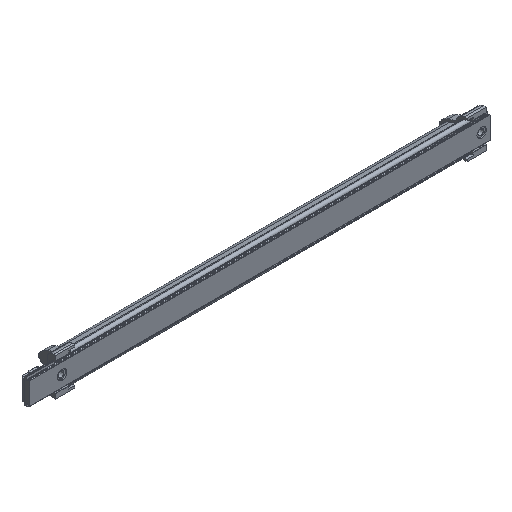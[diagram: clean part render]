
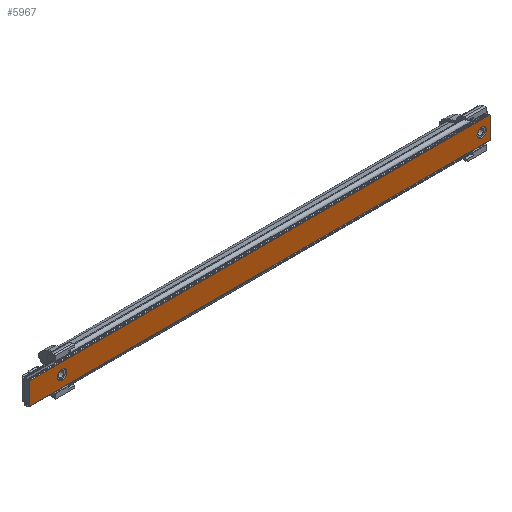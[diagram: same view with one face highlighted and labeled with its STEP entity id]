
A CAD part, isometric view. The second image highlights one B-rep face of the part: STEP entity #5967.
In plain terms, the highlighted planar face has unit normal (0, -1, 0).
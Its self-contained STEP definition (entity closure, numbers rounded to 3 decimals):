
#357 = CARTESIAN_POINT ( 'NONE',  ( -146.725, -4.55, 0. ) ) ;
#948 = VERTEX_POINT ( 'NONE', #10854 ) ;
#1032 = CARTESIAN_POINT ( 'NONE',  ( -165.1, -4.55, 7.288 ) ) ;
#1110 = ORIENTED_EDGE ( 'NONE', *, *, #4339, .T. ) ;
#1394 = PLANE ( 'NONE',  #6281 ) ;
#1974 = DIRECTION ( 'NONE',  ( 1., 0., 0. ) ) ;
#2120 = ORIENTED_EDGE ( 'NONE', *, *, #8282, .T. ) ;
#2311 = DIRECTION ( 'NONE',  ( 0., 0., -1. ) ) ;
#2314 = CARTESIAN_POINT ( 'NONE',  ( -165.1, -4.55, -7.288 ) ) ;
#2325 = EDGE_LOOP ( 'NONE', ( #4265, #10714 ) ) ;
#2329 = LINE ( 'NONE', #2314, #9215 ) ;
#2618 = VECTOR ( 'NONE', #11658, 1000. ) ;
#2713 = ORIENTED_EDGE ( 'NONE', *, *, #11770, .F. ) ;
#2723 = VERTEX_POINT ( 'NONE', #357 ) ;
#2743 = LINE ( 'NONE', #4322, #9926 ) ;
#2787 = FACE_OUTER_BOUND ( 'NONE', #5249, .T. ) ;
#3293 = DIRECTION ( 'NONE',  ( 1., 0., 0. ) ) ;
#3369 = DIRECTION ( 'NONE',  ( 0., 1., 0. ) ) ;
#3421 = DIRECTION ( 'NONE',  ( 0., 1., 0. ) ) ;
#3542 = EDGE_CURVE ( 'NONE', #5823, #2723, #4770, .T. ) ;
#3666 = FACE_BOUND ( 'NONE', #8602, .T. ) ;
#3984 = CIRCLE ( 'NONE', #7961, 3.125 ) ;
#4050 = ORIENTED_EDGE ( 'NONE', *, *, #6699, .T. ) ;
#4265 = ORIENTED_EDGE ( 'NONE', *, *, #8750, .T. ) ;
#4322 = CARTESIAN_POINT ( 'NONE',  ( -165.1, -4.55, -7.288 ) ) ;
#4339 = EDGE_CURVE ( 'NONE', #7603, #9443, #3984, .T. ) ;
#4616 = VERTEX_POINT ( 'NONE', #6110 ) ;
#4770 = CIRCLE ( 'NONE', #11736, 3.125 ) ;
#4853 = ORIENTED_EDGE ( 'NONE', *, *, #6677, .T. ) ;
#5089 = CARTESIAN_POINT ( 'NONE',  ( -165.1, -4.55, 7.288 ) ) ;
#5176 = CARTESIAN_POINT ( 'NONE',  ( 139.7, -4.55, -7.288 ) ) ;
#5249 = EDGE_LOOP ( 'NONE', ( #4853, #8310, #2713, #4050 ) ) ;
#5823 = VERTEX_POINT ( 'NONE', #6676 ) ;
#5937 = CARTESIAN_POINT ( 'NONE',  ( 139.7, -4.55, 7.288 ) ) ;
#5967 = ADVANCED_FACE ( 'NONE', ( #9968, #3666, #2787 ), #1394, .F. ) ;
#6110 = CARTESIAN_POINT ( 'NONE',  ( 139.7, -4.55, -7.288 ) ) ;
#6281 = AXIS2_PLACEMENT_3D ( 'NONE', #11617, #7949, #2311 ) ;
#6290 = AXIS2_PLACEMENT_3D ( 'NONE', #9048, #3421, #9981 ) ;
#6468 = EDGE_CURVE ( 'NONE', #8146, #9128, #7193, .T. ) ;
#6676 = CARTESIAN_POINT ( 'NONE',  ( -140.475, -4.55, 0. ) ) ;
#6677 = EDGE_CURVE ( 'NONE', #4616, #9128, #11956, .T. ) ;
#6699 = EDGE_CURVE ( 'NONE', #948, #4616, #2329, .T. ) ;
#7193 = LINE ( 'NONE', #1032, #9373 ) ;
#7465 = AXIS2_PLACEMENT_3D ( 'NONE', #8992, #3369, #9923 ) ;
#7603 = VERTEX_POINT ( 'NONE', #10513 ) ;
#7949 = DIRECTION ( 'NONE',  ( 0., 1., 0. ) ) ;
#7961 = AXIS2_PLACEMENT_3D ( 'NONE', #11947, #11907, #11867 ) ;
#8146 = VERTEX_POINT ( 'NONE', #5089 ) ;
#8282 = EDGE_CURVE ( 'NONE', #9443, #7603, #8388, .T. ) ;
#8310 = ORIENTED_EDGE ( 'NONE', *, *, #6468, .F. ) ;
#8388 = CIRCLE ( 'NONE', #6290, 3.125 ) ;
#8602 = EDGE_LOOP ( 'NONE', ( #1110, #2120 ) ) ;
#8674 = CIRCLE ( 'NONE', #7465, 3.125 ) ;
#8750 = EDGE_CURVE ( 'NONE', #2723, #5823, #8674, .T. ) ;
#8992 = CARTESIAN_POINT ( 'NONE',  ( -143.6, -4.55, 0. ) ) ;
#8996 = DIRECTION ( 'NONE',  ( 0., 0., 1. ) ) ;
#9048 = CARTESIAN_POINT ( 'NONE',  ( 134.2, -4.55, 0. ) ) ;
#9128 = VERTEX_POINT ( 'NONE', #5937 ) ;
#9215 = VECTOR ( 'NONE', #3293, 1000. ) ;
#9272 = CARTESIAN_POINT ( 'NONE',  ( 137.325, -4.55, 0. ) ) ;
#9373 = VECTOR ( 'NONE', #1974, 1000. ) ;
#9443 = VERTEX_POINT ( 'NONE', #9272 ) ;
#9715 = DIRECTION ( 'NONE',  ( -1., 0., 0. ) ) ;
#9754 = DIRECTION ( 'NONE',  ( 0., 1., 0. ) ) ;
#9771 = CARTESIAN_POINT ( 'NONE',  ( -143.6, -4.55, 0. ) ) ;
#9923 = DIRECTION ( 'NONE',  ( -1., 0., 0. ) ) ;
#9926 = VECTOR ( 'NONE', #8996, 1000. ) ;
#9968 = FACE_BOUND ( 'NONE', #2325, .T. ) ;
#9981 = DIRECTION ( 'NONE',  ( -1., 0., 0. ) ) ;
#10513 = CARTESIAN_POINT ( 'NONE',  ( 131.075, -4.55, 0. ) ) ;
#10714 = ORIENTED_EDGE ( 'NONE', *, *, #3542, .T. ) ;
#10854 = CARTESIAN_POINT ( 'NONE',  ( -165.1, -4.55, -7.288 ) ) ;
#11617 = CARTESIAN_POINT ( 'NONE',  ( -165.1, -4.55, -7.288 ) ) ;
#11658 = DIRECTION ( 'NONE',  ( 0., 0., 1. ) ) ;
#11736 = AXIS2_PLACEMENT_3D ( 'NONE', #9771, #9754, #9715 ) ;
#11770 = EDGE_CURVE ( 'NONE', #948, #8146, #2743, .T. ) ;
#11867 = DIRECTION ( 'NONE',  ( -1., 0., 0. ) ) ;
#11907 = DIRECTION ( 'NONE',  ( 0., 1., 0. ) ) ;
#11947 = CARTESIAN_POINT ( 'NONE',  ( 134.2, -4.55, 0. ) ) ;
#11956 = LINE ( 'NONE', #5176, #2618 ) ;
